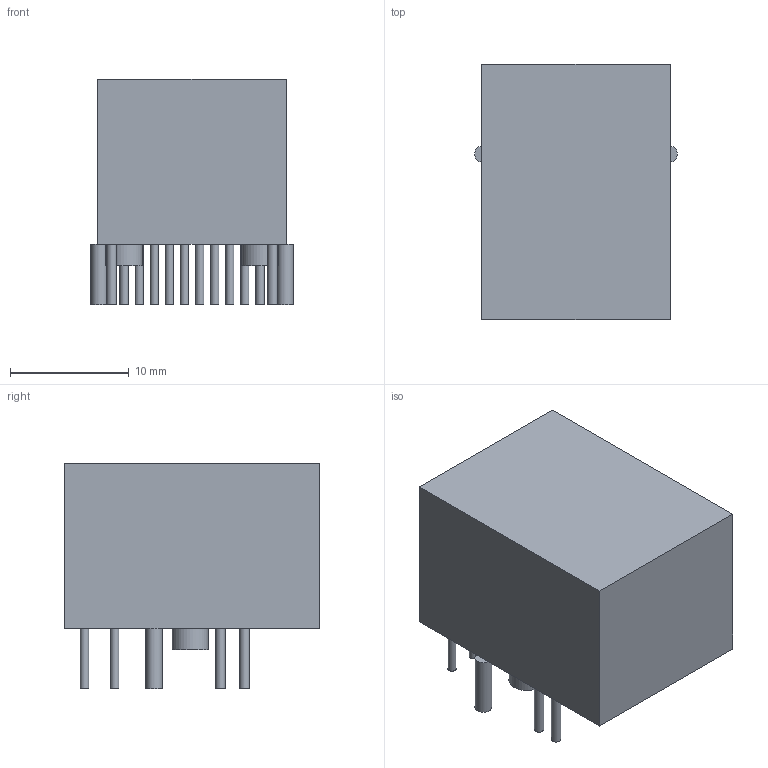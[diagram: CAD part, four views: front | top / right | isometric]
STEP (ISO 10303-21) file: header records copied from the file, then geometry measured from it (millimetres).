
FILE_DESCRIPTION(('FreeCAD Model'),'2;1');
FILE_NAME('1355781.1.3.stp','2020-04-10T04:23:47',( 'Author'),(''),'Open CASCADE STEP processor 6.9','FreeCAD','Unknown' );
FILE_SCHEMA(('AUTOMOTIVE_DESIGN { 1 0 10303 214 1 1 1 1 }'));
Length unit declared in the file: millimetre
Products named in the file (4): ASSEMBLY; Body; Lugs; Leads
Assembly tree (37 placements, depth 2):
  ASSEMBLY
    Body
    Lugs  x18
    Leads  x18
Bounding box: 17.05 x 21.47 x 19 mm (x, y, z)
Volume: 6024.1 mm3; surface area: 6936 mm2
Topology: 325 solids, 325 shells, 978 faces, 984 edges, 656 vertices
Faces by surface type: plane 654, cylinder 324
Full cylindrical faces by diameter (mm): 0.7 x180, 0.8 x72, 1.4 x36, 3.05 x36
Entity records: 2480 total; most frequent: DIRECTION 430, CARTESIAN_POINT 340, AXIS2_PLACEMENT_3D 134, ORIENTED_EDGE 132, PCURVE 132, DEFINITIONAL_REPRESENTATION 132, LINE 126, VECTOR 126
